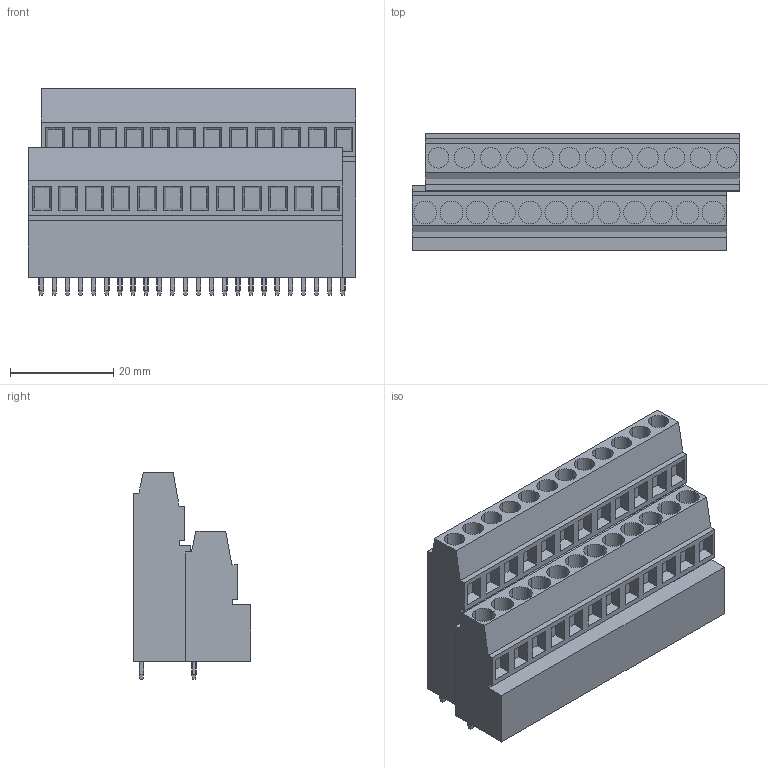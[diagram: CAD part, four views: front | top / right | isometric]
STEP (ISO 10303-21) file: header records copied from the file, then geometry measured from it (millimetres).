
FILE_DESCRIPTION(('CATIA V5 STEP Exchange','CAx-IF Rec.Pracs.--- Model Styling and Organization---1.2---2011-12-15'),'2;1');
FILE_NAME ('D1455732_0_1769340000_1769340000.stp','2018-09-07T15:00:57+00:00',('none'),('Weidmueller'),'CATIA Version 5-6 Release 2014','CATIA V5 STEP AP214','none');
FILE_SCHEMA(('AUTOMOTIVE_DESIGN { 1 0 10303 214 1 1 1 1 }'));
Length unit declared in the file: millimetre
Products named in the file (1): 1769340000
Bounding box: 63.5 x 22.8 x 40.1 mm (x, y, z)
Volume: 36011 mm3; surface area: 10954.2 mm2
Topology: 25 solids, 25 shells, 555 faces, 1371 edges, 914 vertices
Faces by surface type: plane 507, cylinder 48
Entity records: 15313 total; most frequent: CARTESIAN_POINT 2920, ORIENTED_EDGE 2742, DIRECTION 2063, EDGE_CURVE 1371, VECTOR 1083, LINE 1083, VERTEX_POINT 914, EDGE_LOOP 603
